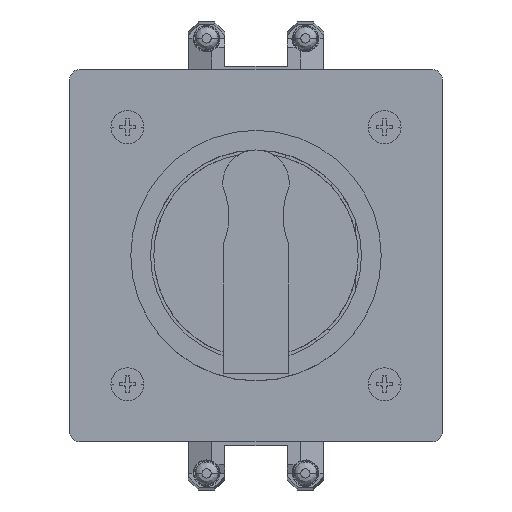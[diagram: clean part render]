
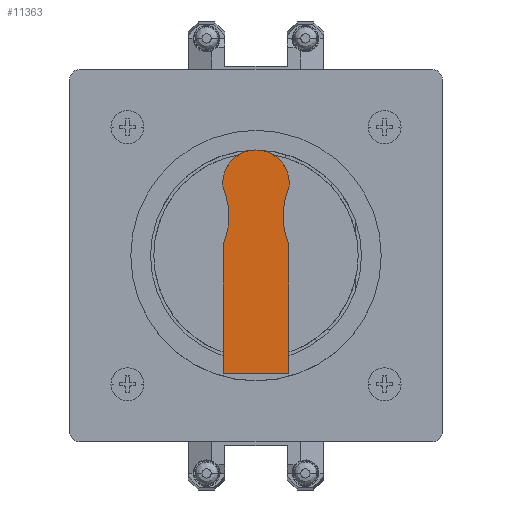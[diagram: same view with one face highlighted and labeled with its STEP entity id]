
A CAD part, top view. The second image highlights one B-rep face of the part: STEP entity #11363.
In plain terms, the highlighted planar face has unit normal (0, 0, 1).
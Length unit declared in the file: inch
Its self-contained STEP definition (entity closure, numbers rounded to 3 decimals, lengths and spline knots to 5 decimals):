
#41 = CARTESIAN_POINT ( 'NONE',  ( 0.39709, 0.86276, 3.19291 ) ) ;
#932 = DIRECTION ( 'NONE',  ( 1., 0., 0. ) ) ;
#1004 = CARTESIAN_POINT ( 'NONE',  ( 0., 0.86276, 3.19291 ) ) ;
#1041 = ORIENTED_EDGE ( 'NONE', *, *, #5945, .F. ) ;
#1049 = CARTESIAN_POINT ( 'NONE',  ( 0.3937, -1.40945, 3.19291 ) ) ;
#1063 = DIRECTION ( 'NONE',  ( 1., 0., 0. ) ) ;
#1145 = CIRCLE ( 'NONE', #5561, 0.86319 ) ;
#1399 = AXIS2_PLACEMENT_3D ( 'NONE', #13144, #14470, #9595 ) ;
#1689 = CARTESIAN_POINT ( 'NONE',  ( -0.3937, 0.12598, 3.19291 ) ) ;
#1754 = DIRECTION ( 'NONE',  ( -1., 0., 0. ) ) ;
#1901 = ORIENTED_EDGE ( 'NONE', *, *, #9977, .F. ) ;
#3261 = DIRECTION ( 'NONE',  ( 0., 0., -1. ) ) ;
#3981 = ORIENTED_EDGE ( 'NONE', *, *, #13970, .T. ) ;
#4216 = LINE ( 'NONE', #12325, #6382 ) ;
#4227 = EDGE_LOOP ( 'NONE', ( #14213, #10259, #11738, #12197, #1041, #7801, #13457, #3981, #1901 ) ) ;
#4591 = CIRCLE ( 'NONE', #14694, 0.39709 ) ;
#4696 = VERTEX_POINT ( 'NONE', #1689 ) ;
#4724 = CARTESIAN_POINT ( 'NONE',  ( 0., 0.86276, 3.19291 ) ) ;
#4774 = VERTEX_POINT ( 'NONE', #13860 ) ;
#4848 = EDGE_CURVE ( 'NONE', #13409, #10213, #12044, .T. ) ;
#4980 = VERTEX_POINT ( 'NONE', #6902 ) ;
#5239 = VERTEX_POINT ( 'NONE', #9409 ) ;
#5561 = AXIS2_PLACEMENT_3D ( 'NONE', #5771, #6056, #14263 ) ;
#5771 = CARTESIAN_POINT ( 'NONE',  ( 1.18602, 0.4685, 3.19291 ) ) ;
#5793 = DIRECTION ( 'NONE',  ( 0., -1., 0. ) ) ;
#5945 = EDGE_CURVE ( 'NONE', #4980, #13409, #4591, .T. ) ;
#6056 = DIRECTION ( 'NONE',  ( 0., 0., -1. ) ) ;
#6382 = VECTOR ( 'NONE', #1754, 39.37008 ) ;
#6656 = CARTESIAN_POINT ( 'NONE',  ( -1.18602, 0.4685, 3.19291 ) ) ;
#6792 = DIRECTION ( 'NONE',  ( -1., 0., 0. ) ) ;
#6873 = LINE ( 'NONE', #1049, #13919 ) ;
#6902 = CARTESIAN_POINT ( 'NONE',  ( -0.39709, 0.86276, 3.19291 ) ) ;
#7011 = VECTOR ( 'NONE', #10592, 39.37008 ) ;
#7050 = CARTESIAN_POINT ( 'NONE',  ( -0.3937, 0.12598, 3.19291 ) ) ;
#7110 = AXIS2_PLACEMENT_3D ( 'NONE', #1004, #8842, #13092 ) ;
#7246 = CIRCLE ( 'NONE', #11699, 0.86319 ) ;
#7773 = CIRCLE ( 'NONE', #1399, 0.39709 ) ;
#7801 = ORIENTED_EDGE ( 'NONE', *, *, #12761, .F. ) ;
#8248 = DIRECTION ( 'NONE',  ( 1., 0., 0. ) ) ;
#8343 = LINE ( 'NONE', #7050, #7011 ) ;
#8838 = VERTEX_POINT ( 'NONE', #15231 ) ;
#8842 = DIRECTION ( 'NONE',  ( 0., 0., -1. ) ) ;
#9394 = VERTEX_POINT ( 'NONE', #12412 ) ;
#9409 = CARTESIAN_POINT ( 'NONE',  ( 0.3937, -1.40945, 3.19291 ) ) ;
#9577 = CIRCLE ( 'NONE', #11557, 0.86319 ) ;
#9595 = DIRECTION ( 'NONE',  ( 1., 0., 0. ) ) ;
#9977 = EDGE_CURVE ( 'NONE', #8838, #4696, #8343, .T. ) ;
#10079 = DIRECTION ( 'NONE',  ( 0., 0., -1. ) ) ;
#10170 = CARTESIAN_POINT ( 'NONE',  ( 0.3937, 0.81102, 3.19291 ) ) ;
#10213 = VERTEX_POINT ( 'NONE', #10170 ) ;
#10259 = ORIENTED_EDGE ( 'NONE', *, *, #11614, .F. ) ;
#10592 = DIRECTION ( 'NONE',  ( 0., 1., 0. ) ) ;
#10725 = DIRECTION ( 'NONE',  ( 0., 0., -1. ) ) ;
#11059 = EDGE_CURVE ( 'NONE', #9394, #12787, #7246, .T. ) ;
#11363 = ADVANCED_FACE ( 'NONE', ( #14763 ), #13760, .F. ) ;
#11557 = AXIS2_PLACEMENT_3D ( 'NONE', #13712, #10079, #932 ) ;
#11612 = DIRECTION ( 'NONE',  ( 0., 0., -1. ) ) ;
#11614 = EDGE_CURVE ( 'NONE', #4774, #5239, #6873, .T. ) ;
#11699 = AXIS2_PLACEMENT_3D ( 'NONE', #6656, #11612, #1063 ) ;
#11738 = ORIENTED_EDGE ( 'NONE', *, *, #12003, .T. ) ;
#12003 = EDGE_CURVE ( 'NONE', #4774, #10213, #1145, .T. ) ;
#12044 = CIRCLE ( 'NONE', #7110, 0.39709 ) ;
#12197 = ORIENTED_EDGE ( 'NONE', *, *, #4848, .F. ) ;
#12325 = CARTESIAN_POINT ( 'NONE',  ( -0.3937, -1.40945, 3.19291 ) ) ;
#12412 = CARTESIAN_POINT ( 'NONE',  ( -0.3937, 0.81102, 3.19291 ) ) ;
#12761 = EDGE_CURVE ( 'NONE', #9394, #4980, #7773, .T. ) ;
#12787 = VERTEX_POINT ( 'NONE', #14385 ) ;
#13092 = DIRECTION ( 'NONE',  ( 1., 0., 0. ) ) ;
#13144 = CARTESIAN_POINT ( 'NONE',  ( 0., 0.86276, 3.19291 ) ) ;
#13409 = VERTEX_POINT ( 'NONE', #41 ) ;
#13457 = ORIENTED_EDGE ( 'NONE', *, *, #11059, .T. ) ;
#13712 = CARTESIAN_POINT ( 'NONE',  ( -1.18602, 0.4685, 3.19291 ) ) ;
#13760 = PLANE ( 'NONE',  #14413 ) ;
#13860 = CARTESIAN_POINT ( 'NONE',  ( 0.3937, 0.12598, 3.19291 ) ) ;
#13919 = VECTOR ( 'NONE', #5793, 39.37008 ) ;
#13970 = EDGE_CURVE ( 'NONE', #12787, #4696, #9577, .T. ) ;
#14213 = ORIENTED_EDGE ( 'NONE', *, *, #14357, .F. ) ;
#14263 = DIRECTION ( 'NONE',  ( 1., 0., 0. ) ) ;
#14357 = EDGE_CURVE ( 'NONE', #5239, #8838, #4216, .T. ) ;
#14385 = CARTESIAN_POINT ( 'NONE',  ( -0.32283, 0.4685, 3.19291 ) ) ;
#14413 = AXIS2_PLACEMENT_3D ( 'NONE', #14834, #3261, #6792 ) ;
#14470 = DIRECTION ( 'NONE',  ( 0., 0., -1. ) ) ;
#14694 = AXIS2_PLACEMENT_3D ( 'NONE', #4724, #10725, #8248 ) ;
#14763 = FACE_OUTER_BOUND ( 'NONE', #4227, .T. ) ;
#14834 = CARTESIAN_POINT ( 'NONE',  ( 1.18602, 0.4685, 3.19291 ) ) ;
#15231 = CARTESIAN_POINT ( 'NONE',  ( -0.3937, -1.40945, 3.19291 ) ) ;
